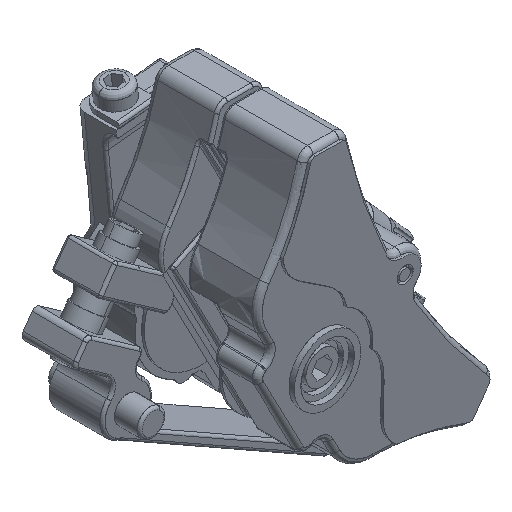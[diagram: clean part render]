
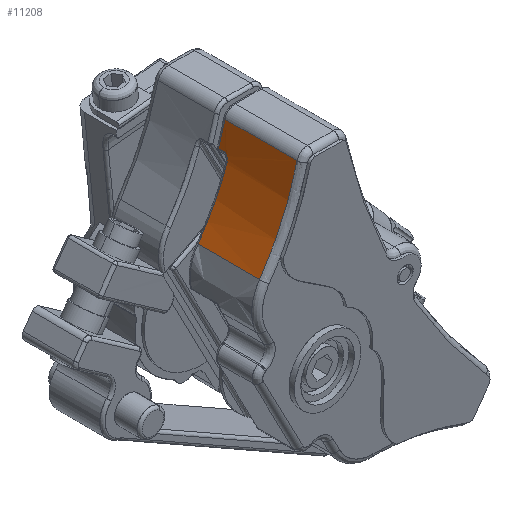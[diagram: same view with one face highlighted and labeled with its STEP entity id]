
A CAD part, isometric view. The second image highlights one B-rep face of the part: STEP entity #11208.
In plain terms, the highlighted free-form (B-spline) face has degree [3, 1] with [4, 2] control points.
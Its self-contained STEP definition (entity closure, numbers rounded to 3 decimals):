
#11208 = ADVANCED_FACE('',(#11209),#11274,.T.);
#11209 = FACE_BOUND('',#11210,.T.);
#11210 = EDGE_LOOP('',(#11211,#11222,#11229,#11239,#11246,#11255,#11262)
  );
#11211 = ORIENTED_EDGE('',*,*,#11212,.T.);
#11212 = EDGE_CURVE('',#11213,#11215,#11217,.T.);
#11213 = VERTEX_POINT('',#11214);
#11214 = CARTESIAN_POINT('',(-5.115,10.609,
    24.683));
#11215 = VERTEX_POINT('',#11216);
#11216 = CARTESIAN_POINT('',(-9.669,10.609,
    15.93));
#11217 = B_SPLINE_CURVE_WITH_KNOTS('',3,(#11218,#11219,#11220,#11221),
  .UNSPECIFIED.,.F.,.F.,(4,4),(0.,1.),.PIECEWISE_BEZIER_KNOTS.);
#11218 = CARTESIAN_POINT('',(-5.115,10.609,
    24.683));
#11219 = CARTESIAN_POINT('',(-6.261,10.609,
    21.569));
#11220 = CARTESIAN_POINT('',(-7.749,10.609,
    18.636));
#11221 = CARTESIAN_POINT('',(-9.669,10.609,
    15.93));
#11222 = ORIENTED_EDGE('',*,*,#11223,.T.);
#11223 = EDGE_CURVE('',#11215,#11224,#11226,.T.);
#11224 = VERTEX_POINT('',#11225);
#11225 = CARTESIAN_POINT('',(-9.669,0.849,
    15.93));
#11226 = B_SPLINE_CURVE_WITH_KNOTS('',1,(#11227,#11228),.UNSPECIFIED.,
  .F.,.F.,(2,2),(0.,11.5),.PIECEWISE_BEZIER_KNOTS.);
#11227 = CARTESIAN_POINT('',(-9.669,10.609,
    15.93));
#11228 = CARTESIAN_POINT('',(-9.669,0.849,
    15.93));
#11229 = ORIENTED_EDGE('',*,*,#11230,.T.);
#11230 = EDGE_CURVE('',#11224,#11231,#11233,.T.);
#11231 = VERTEX_POINT('',#11232);
#11232 = CARTESIAN_POINT('',(-3.701,0.849,
    29.273));
#11233 = B_SPLINE_CURVE_WITH_KNOTS('',3,(#11234,#11235,#11236,#11237,
    #11238),.UNSPECIFIED.,.F.,.F.,(4,1,4),(0.,0.5,1.),
  .QUASI_UNIFORM_KNOTS.);
#11234 = CARTESIAN_POINT('',(-9.669,0.849,
    15.93));
#11235 = CARTESIAN_POINT('',(-8.235,0.849,
    17.951));
#11236 = CARTESIAN_POINT('',(-5.866,0.849,
    22.223));
#11237 = CARTESIAN_POINT('',(-4.309,0.849,
    26.871));
#11238 = CARTESIAN_POINT('',(-3.701,0.849,
    29.273));
#11239 = ORIENTED_EDGE('',*,*,#11240,.T.);
#11240 = EDGE_CURVE('',#11231,#11241,#11243,.T.);
#11241 = VERTEX_POINT('',#11242);
#11242 = CARTESIAN_POINT('',(-3.701,12.306,
    29.273));
#11243 = B_SPLINE_CURVE_WITH_KNOTS('',1,(#11244,#11245),.UNSPECIFIED.,
  .F.,.F.,(2,2),(0.,13.5),.PIECEWISE_BEZIER_KNOTS.);
#11244 = CARTESIAN_POINT('',(-3.701,0.849,
    29.273));
#11245 = CARTESIAN_POINT('',(-3.701,12.306,
    29.273));
#11246 = ORIENTED_EDGE('',*,*,#11247,.T.);
#11247 = EDGE_CURVE('',#11241,#11248,#11250,.T.);
#11248 = VERTEX_POINT('',#11249);
#11249 = CARTESIAN_POINT('',(-4.736,12.306,
    25.759));
#11250 = B_SPLINE_CURVE_WITH_KNOTS('',3,(#11251,#11252,#11253,#11254),
  .UNSPECIFIED.,.F.,.F.,(4,4),(0.,1.),.PIECEWISE_BEZIER_KNOTS.);
#11251 = CARTESIAN_POINT('',(-3.701,12.306,
    29.273));
#11252 = CARTESIAN_POINT('',(-4.001,12.306,
    28.088));
#11253 = CARTESIAN_POINT('',(-4.344,12.306,
    26.917));
#11254 = CARTESIAN_POINT('',(-4.736,12.306,
    25.759));
#11255 = ORIENTED_EDGE('',*,*,#11256,.T.);
#11256 = EDGE_CURVE('',#11248,#11257,#11259,.T.);
#11257 = VERTEX_POINT('',#11258);
#11258 = CARTESIAN_POINT('',(-4.736,11.458,
    25.759));
#11259 = B_SPLINE_CURVE_WITH_KNOTS('',1,(#11260,#11261),.UNSPECIFIED.,
  .F.,.F.,(2,2),(0.,1.),.PIECEWISE_BEZIER_KNOTS.);
#11260 = CARTESIAN_POINT('',(-4.736,12.306,
    25.759));
#11261 = CARTESIAN_POINT('',(-4.736,11.458,
    25.759));
#11262 = ORIENTED_EDGE('',*,*,#11263,.T.);
#11263 = EDGE_CURVE('',#11257,#11213,#11264,.T.);
#11264 = B_SPLINE_CURVE_WITH_KNOTS('',3,(#11265,#11266,#11267,#11268,
    #11269,#11270,#11271,#11272,#11273),.UNSPECIFIED.,.F.,.F.,(4,1,1,1,1
    ,1,4),(0.,0.167,0.333,0.5,0.667,
    0.833,1.),.UNSPECIFIED.);
#11265 = CARTESIAN_POINT('',(-4.736,11.458,
    25.759));
#11266 = CARTESIAN_POINT('',(-4.736,11.392,
    25.759));
#11267 = CARTESIAN_POINT('',(-4.742,11.263,
    25.741));
#11268 = CARTESIAN_POINT('',(-4.774,11.06,
    25.645));
#11269 = CARTESIAN_POINT('',(-4.829,10.881,
    25.485));
#11270 = CARTESIAN_POINT('',(-4.904,10.737,
    25.27));
#11271 = CARTESIAN_POINT('',(-4.998,10.637,
    25.003));
#11272 = CARTESIAN_POINT('',(-5.074,10.609,
    24.795));
#11273 = CARTESIAN_POINT('',(-5.115,10.609,
    24.683));
#11274 = B_SPLINE_SURFACE_WITH_KNOTS('',3,1,(
    (#11275,#11276)
    ,(#11277,#11278)
    ,(#11279,#11280)
    ,(#11281,#11282
    )),.UNSPECIFIED.,.F.,.F.,.F.,(4,4),(2,2),(0.01,
    0.99),(0.52,14.02),
  .PIECEWISE_BEZIER_KNOTS.);
#11275 = CARTESIAN_POINT('',(-9.669,0.849,
    15.93));
#11276 = CARTESIAN_POINT('',(-9.669,12.306,
    15.93));
#11277 = CARTESIAN_POINT('',(-6.828,0.849,
    19.935));
#11278 = CARTESIAN_POINT('',(-6.828,12.306,
    19.935));
#11279 = CARTESIAN_POINT('',(-4.927,0.849,
    24.428));
#11280 = CARTESIAN_POINT('',(-4.927,12.306,
    24.428));
#11281 = CARTESIAN_POINT('',(-3.701,0.849,
    29.273));
#11282 = CARTESIAN_POINT('',(-3.701,12.306,
    29.273));
